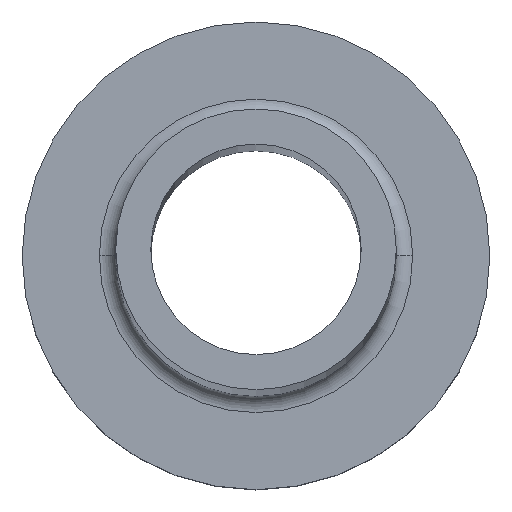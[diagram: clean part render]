
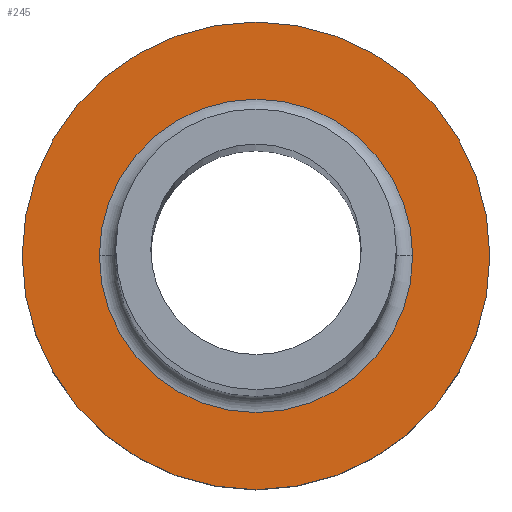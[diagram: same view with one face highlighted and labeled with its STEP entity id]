
A CAD part, top view. The second image highlights one B-rep face of the part: STEP entity #245.
In plain terms, the highlighted planar face has unit normal (0, 0, 1).
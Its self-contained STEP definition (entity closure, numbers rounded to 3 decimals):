
#16 = AXIS2_PLACEMENT_3D ( 'NONE', #296, #350, #207 ) ;
#18 = AXIS2_PLACEMENT_3D ( 'NONE', #194, #66, #336 ) ;
#19 = FACE_OUTER_BOUND ( 'NONE', #286, .T. ) ;
#23 = DIRECTION ( 'NONE',  ( 1., 0., 0. ) ) ;
#26 = EDGE_CURVE ( 'NONE', #65, #56, #345, .T. ) ;
#42 = EDGE_CURVE ( 'NONE', #56, #65, #131, .T. ) ;
#56 = VERTEX_POINT ( 'NONE', #235 ) ;
#65 = VERTEX_POINT ( 'NONE', #119 ) ;
#66 = DIRECTION ( 'NONE',  ( 0., 0., 1. ) ) ;
#67 = ORIENTED_EDGE ( 'NONE', *, *, #198, .T. ) ;
#81 = AXIS2_PLACEMENT_3D ( 'NONE', #174, #90, #268 ) ;
#90 = DIRECTION ( 'NONE',  ( 0., 0., 1. ) ) ;
#95 = CARTESIAN_POINT ( 'NONE',  ( -10., 0., 7. ) ) ;
#97 = EDGE_CURVE ( 'NONE', #150, #180, #108, .T. ) ;
#108 = CIRCLE ( 'NONE', #81, 10. ) ;
#119 = CARTESIAN_POINT ( 'NONE',  ( 6.7, 0., 7. ) ) ;
#131 = CIRCLE ( 'NONE', #273, 6.7 ) ;
#139 = DIRECTION ( 'NONE',  ( 0., 0., 1. ) ) ;
#144 = DIRECTION ( 'NONE',  ( 1., 0., 0. ) ) ;
#149 = CARTESIAN_POINT ( 'NONE',  ( 0., 0., 7. ) ) ;
#150 = VERTEX_POINT ( 'NONE', #95 ) ;
#174 = CARTESIAN_POINT ( 'NONE',  ( 0., 0., 7. ) ) ;
#179 = DIRECTION ( 'NONE',  ( 0., 0., -1. ) ) ;
#180 = VERTEX_POINT ( 'NONE', #301 ) ;
#194 = CARTESIAN_POINT ( 'NONE',  ( 0., 0., 7. ) ) ;
#198 = EDGE_CURVE ( 'NONE', #180, #150, #292, .T. ) ;
#207 = DIRECTION ( 'NONE',  ( 1., 0., 0. ) ) ;
#212 = ORIENTED_EDGE ( 'NONE', *, *, #97, .T. ) ;
#225 = PLANE ( 'NONE',  #343 ) ;
#235 = CARTESIAN_POINT ( 'NONE',  ( -6.7, 0., 7. ) ) ;
#245 = ADVANCED_FACE ( 'NONE', ( #285, #19 ), #225, .T. ) ;
#268 = DIRECTION ( 'NONE',  ( 1., 0., 0. ) ) ;
#272 = ORIENTED_EDGE ( 'NONE', *, *, #26, .T. ) ;
#273 = AXIS2_PLACEMENT_3D ( 'NONE', #149, #179, #144 ) ;
#285 = FACE_BOUND ( 'NONE', #360, .T. ) ;
#286 = EDGE_LOOP ( 'NONE', ( #212, #67 ) ) ;
#292 = CIRCLE ( 'NONE', #18, 10. ) ;
#296 = CARTESIAN_POINT ( 'NONE',  ( 0., 0., 7. ) ) ;
#301 = CARTESIAN_POINT ( 'NONE',  ( 10., 0., 7. ) ) ;
#304 = ORIENTED_EDGE ( 'NONE', *, *, #42, .T. ) ;
#336 = DIRECTION ( 'NONE',  ( 1., 0., 0. ) ) ;
#342 = CARTESIAN_POINT ( 'NONE',  ( 0., 0., 7. ) ) ;
#343 = AXIS2_PLACEMENT_3D ( 'NONE', #342, #139, #23 ) ;
#345 = CIRCLE ( 'NONE', #16, 6.7 ) ;
#350 = DIRECTION ( 'NONE',  ( 0., 0., -1. ) ) ;
#360 = EDGE_LOOP ( 'NONE', ( #272, #304 ) ) ;
